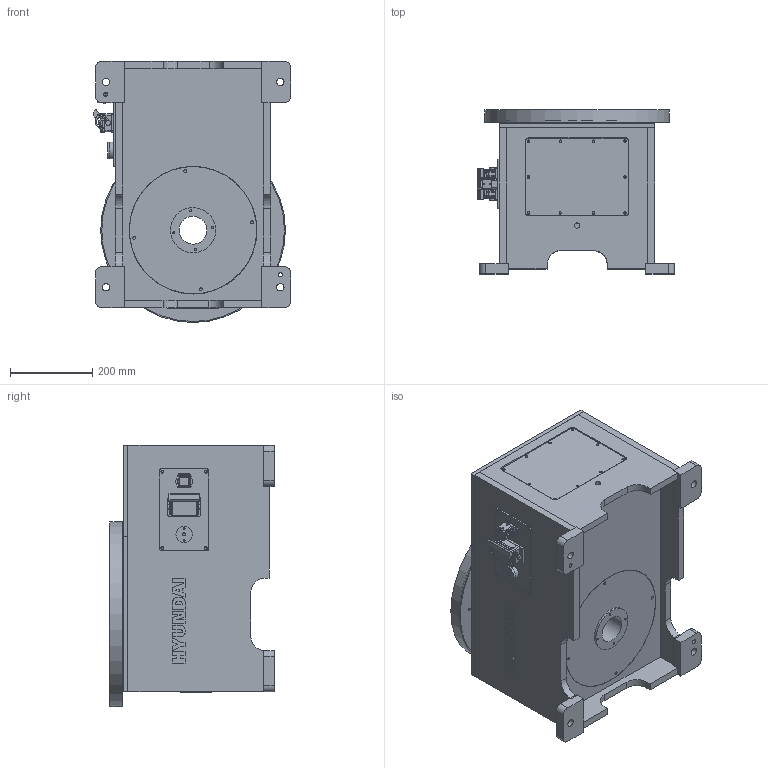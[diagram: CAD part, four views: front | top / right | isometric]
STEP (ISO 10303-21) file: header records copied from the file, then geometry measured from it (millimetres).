
FILE_DESCRIPTION (( 'STEP AP203' ), '1' );
FILE_NAME ('HSP1-1000-02.STEP', '2020-01-23T02:36:36', ( 'HHI' ), ( '' ), 'SwSTEP 2.0', 'SolidWorks 2017', '' );
FILE_SCHEMA (( 'CONFIG_CONTROL_DESIGN' ));
Length unit declared in the file: metre
Products named in the file (41): HSP1-1000-02; 1000 陛檜萄だ檜Щ; 1000 ⑷渠貲っ; 貲っ2; EARTH MC PLATE; earth copper plate; 橫撬綰葬3; 14. 謝っ; 獐お; 醴幗; 橫撬綰葬2; 01. 頂っ; 11. 鼻っ; 堅葬; 堅葬 鼻欽; 諼婦; ん雖敷傘 橫撬綰葬; ん雖敷傘 鳴陝渠; 15. 辦っ; 醴幗熱薑獄; ん雖敷傘 獐お; ん雖敷傘 贗董; ん雖敷傘 欽濠; 器瘤寂呈 纳捞喉 窜磊; 18. 欽濠醴幗-2; 17. 辦っ璽; 06. 難謝っ 18t; 16. 辦っ璽ぎ; 12. 鼻っ醴幗; 09. 難辦っ璽; 03-2 foot; 1000 錳っ; 1000 ж辦癒; 1000 馬樓晦; 13-2 жっ頂っ; 10. 郴魄 盔屈; 03-1 foot; 08. 難辦っぎ; 13-1 жっ; 07. 難辦っ 18t ...
Assembly tree (46 placements, depth 4):
  HSP1-1000-02
    01. 頂っ
    14. 謝っ
    15. 辦っ
    07. 難辦っ 18t
    06. 難謝っ 18t
    11. 鼻っ
    5. 頂っ 18t
    13-1 жっ
    08. 難辦っぎ
    03-1 foot  x2
    10. 郴魄 盔屈
    13-2 жっ頂っ
    1000 馬樓晦
    1000 ж辦癒
    1000 錳っ
    03-2 foot  x2
    09. 難辦っ璽
    12. 鼻っ醴幗
    16. 辦っ璽ぎ
    17. 辦っ璽
    18. 欽濠醴幗-2
    ん雖敷傘 橫撬綰葬
      器瘤寂呈 纳捞喉 窜磊
      ん雖敷傘 欽濠
      ん雖敷傘 贗董  x2
      ん雖敷傘 獐お  x2
      醴幗熱薑獄
      ん雖敷傘 鳴陝渠
    橫撬綰葬3
      諼婦
      橫撬綰葬2
        堅葬 鼻欽
        堅葬  x2
      醴幗
      獐お  x2
    earth copper plate
    EARTH MC PLATE
    貲っ2
    1000 ⑷渠貲っ
    1000 陛檜萄だ檜Щ
Bounding box: 480.26 x 400 x 636 mm (x, y, z)
Volume: 30584963.6 mm3; surface area: 3972602.9 mm2
Topology: 49 solids, 49 shells, 4100 faces, 11039 edges, 7341 vertices
Faces by surface type: plane 2011, bspline 1545, cylinder 487, cone 57
Full cylindrical faces by diameter (mm): 2.5 x4, 3 x6, 4 x4, 4.2 x19, 5 x46, 5.9 x4, 6 x36, 6.5 x4, 6.65 x8, 7 x16, 7.2 x1, 8 x2, 10 x4, 10.5 x4, 10.8 x38, 12 x2, 13 x1, 13.7 x1, 14 x13, 16 x8, 18 x4, 20 x1, 22 x1, 28 x12, 40 x2, 67.88 x1, 76.3 x1, 80 x1, 90 x1, 92 x1
Entity records: 170488 total; most frequent: CARTESIAN_POINT 75947, ORIENTED_EDGE 20858, DIRECTION 13261, EDGE_CURVE 10429, VERTEX_POINT 7136, LINE 6437, VECTOR 6437, EDGE_LOOP 4979
